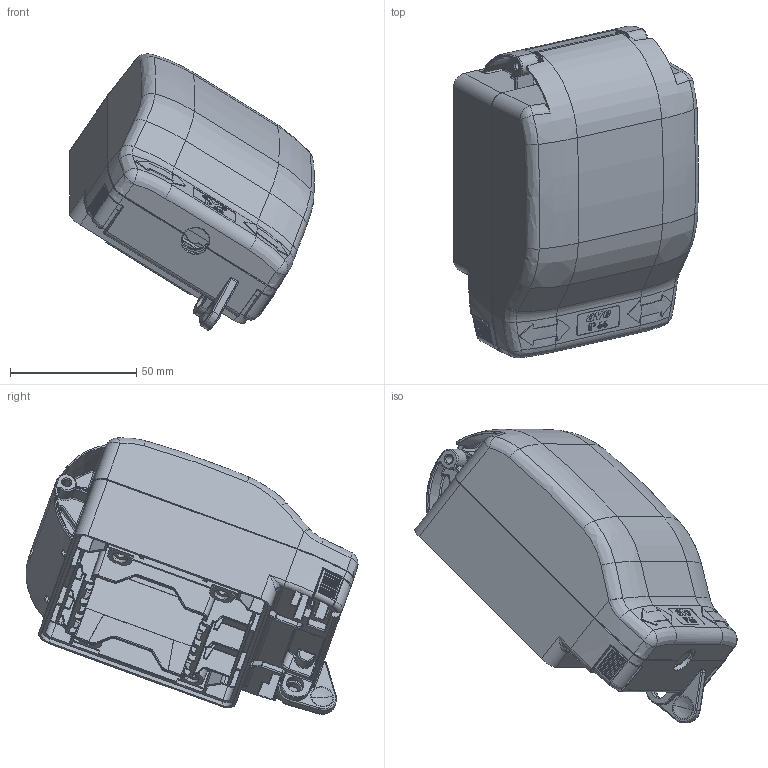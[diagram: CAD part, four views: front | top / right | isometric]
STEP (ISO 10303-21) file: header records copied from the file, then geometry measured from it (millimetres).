
FILE_DESCRIPTION(('CATIA V5 STEP Exchange'),'2;1');
FILE_NAME('44SP42K.stp','2024-12-11T12:50:43+00:00',('none'),('none'),'CATIA Version 5-6 Release 2016 SP6','CATIA V5 STEP AP203','none');
FILE_SCHEMA(('CONFIG_CONTROL_DESIGN'));
Products named in the file (1): STP
Assembly tree (7 placements, depth 2):
  STP
    #57
    #137807
    #187835
    #194412
    #201468
    #215670
    #222290
Bounding box: 97.08 x 131.58 x 109.6 mm (x, y, z)
Volume: 126754.9 mm3; surface area: 132391.5 mm2
Topology: 14 solids, 14 shells, 5384 faces, 13501 edges, 7705 vertices
Faces by surface type: cylinder 2043, plane 1510, bspline 1067, sphere 380, torus 214, cone 126, revolution 26, extrusion 18
Entity records: 225470 total; most frequent: CARTESIAN_POINT 116687, ORIENTED_EDGE 26068, DIRECTION 15642, EDGE_CURVE 13034, VERTEX_POINT 7705, AXIS2_PLACEMENT_3D 6401, VECTOR 5518, LINE 5500
